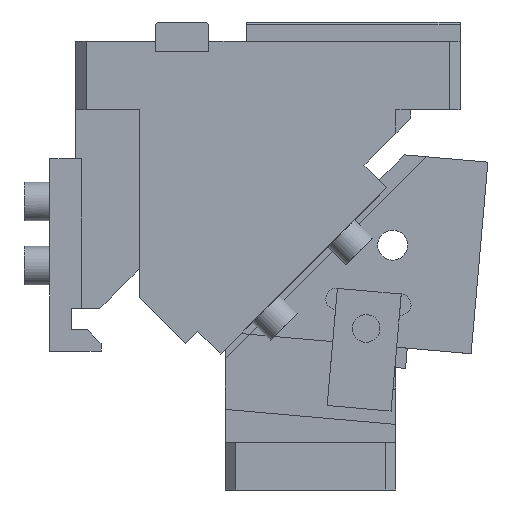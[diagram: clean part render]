
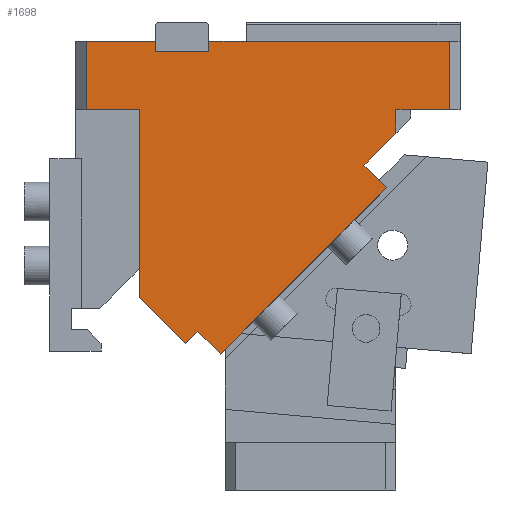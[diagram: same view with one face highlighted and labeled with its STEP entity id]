
A CAD part, front view. The second image highlights one B-rep face of the part: STEP entity #1698.
In plain terms, the highlighted planar face has unit normal (0, -1, 0).
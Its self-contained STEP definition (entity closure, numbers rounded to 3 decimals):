
#446=CARTESIAN_POINT('Vertex',(5.,-57.5,0.)) ;
#449=CARTESIAN_POINT('Line Origine',(21.25,-57.5,0.)) ;
#453=CARTESIAN_POINT('Vertex',(37.5,-57.5,0.)) ;
#654=CARTESIAN_POINT('Vertex',(62.5,-57.5,0.)) ;
#657=CARTESIAN_POINT('Line Origine',(118.75,-57.5,0.)) ;
#661=CARTESIAN_POINT('Vertex',(175.,-57.5,0.)) ;
#865=CARTESIAN_POINT('Vertex',(175.,-57.5,-32.)) ;
#868=CARTESIAN_POINT('Line Origine',(162.5,-57.5,-32.)) ;
#872=CARTESIAN_POINT('Vertex',(150.,-57.5,-32.)) ;
#1124=CARTESIAN_POINT('Vertex',(150.,-57.5,-43.013)) ;
#1127=CARTESIAN_POINT('Line Origine',(142.514,-57.5,-50.498)) ;
#1131=CARTESIAN_POINT('Vertex',(135.028,-57.5,-57.984)) ;
#1579=CARTESIAN_POINT('Line Origine',(37.5,-57.5,-2.5)) ;
#1583=CARTESIAN_POINT('Vertex',(37.5,-57.5,-5.)) ;
#1598=CARTESIAN_POINT('Axis2P3D Location',(0.,-57.5,0.)) ;
#1603=CARTESIAN_POINT('Line Origine',(62.55,-57.5,-141.069)) ;
#1607=CARTESIAN_POINT('Vertex',(67.853,-57.5,-146.373)) ;
#1609=CARTESIAN_POINT('Vertex',(57.247,-57.5,-135.766)) ;
#1612=CARTESIAN_POINT('Line Origine',(106.744,-57.5,-107.482)) ;
#1616=CARTESIAN_POINT('Vertex',(145.635,-57.5,-68.591)) ;
#1619=CARTESIAN_POINT('Line Origine',(140.332,-57.5,-63.288)) ;
#1624=CARTESIAN_POINT('Line Origine',(150.,-57.5,-37.506)) ;
#1629=CARTESIAN_POINT('Line Origine',(175.,-57.5,-16.)) ;
#1634=CARTESIAN_POINT('Line Origine',(62.5,-57.5,-2.5)) ;
#1638=CARTESIAN_POINT('Vertex',(62.5,-57.5,-5.)) ;
#1641=CARTESIAN_POINT('Line Origine',(50.,-57.5,-5.)) ;
#1646=CARTESIAN_POINT('Line Origine',(5.,-57.5,-16.)) ;
#1650=CARTESIAN_POINT('Vertex',(5.,-57.5,-32.)) ;
#1653=CARTESIAN_POINT('Line Origine',(17.5,-57.5,-32.)) ;
#1657=CARTESIAN_POINT('Vertex',(30.,-57.5,-32.)) ;
#1660=CARTESIAN_POINT('Line Origine',(30.,-57.5,-75.917)) ;
#1664=CARTESIAN_POINT('Vertex',(30.,-57.5,-119.833)) ;
#1667=CARTESIAN_POINT('Line Origine',(40.795,-57.5,-130.628)) ;
#1671=CARTESIAN_POINT('Vertex',(51.59,-57.5,-141.423)) ;
#1674=CARTESIAN_POINT('Line Origine',(54.418,-57.5,-138.594)) ;
#450=DIRECTION('Vector Direction',(1.,0.,0.)) ;
#658=DIRECTION('Vector Direction',(1.,0.,0.)) ;
#869=DIRECTION('Vector Direction',(-1.,0.,0.)) ;
#1128=DIRECTION('Vector Direction',(-0.707,0.,-0.707)) ;
#1580=DIRECTION('Vector Direction',(0.,0.,1.)) ;
#1599=DIRECTION('Axis2P3D Direction',(0.,1.,0.)) ;
#1600=DIRECTION('Axis2P3D XDirection',(0.,0.,1.)) ;
#1604=DIRECTION('Vector Direction',(-0.707,0.,0.707)) ;
#1613=DIRECTION('Vector Direction',(-0.707,0.,-0.707)) ;
#1620=DIRECTION('Vector Direction',(-0.707,0.,0.707)) ;
#1625=DIRECTION('Vector Direction',(0.,0.,1.)) ;
#1630=DIRECTION('Vector Direction',(0.,0.,1.)) ;
#1635=DIRECTION('Vector Direction',(0.,0.,-1.)) ;
#1642=DIRECTION('Vector Direction',(1.,0.,0.)) ;
#1647=DIRECTION('Vector Direction',(0.,0.,-1.)) ;
#1654=DIRECTION('Vector Direction',(-1.,0.,0.)) ;
#1661=DIRECTION('Vector Direction',(0.,0.,-1.)) ;
#1668=DIRECTION('Vector Direction',(-0.707,0.,0.707)) ;
#1675=DIRECTION('Vector Direction',(-0.707,0.,-0.707)) ;
#1601=AXIS2_PLACEMENT_3D('Plane Axis2P3D',#1598,#1599,#1600) ;
#1680=ORIENTED_EDGE('',*,*,#1611,.F.) ;
#1681=ORIENTED_EDGE('',*,*,#1618,.F.) ;
#1682=ORIENTED_EDGE('',*,*,#1623,.T.) ;
#1683=ORIENTED_EDGE('',*,*,#1133,.F.) ;
#1684=ORIENTED_EDGE('',*,*,#1628,.T.) ;
#1685=ORIENTED_EDGE('',*,*,#874,.F.) ;
#1686=ORIENTED_EDGE('',*,*,#1633,.T.) ;
#1687=ORIENTED_EDGE('',*,*,#663,.F.) ;
#1688=ORIENTED_EDGE('',*,*,#1640,.T.) ;
#1689=ORIENTED_EDGE('',*,*,#1645,.F.) ;
#1690=ORIENTED_EDGE('',*,*,#1585,.T.) ;
#1691=ORIENTED_EDGE('',*,*,#455,.F.) ;
#1692=ORIENTED_EDGE('',*,*,#1652,.T.) ;
#1693=ORIENTED_EDGE('',*,*,#1659,.F.) ;
#1694=ORIENTED_EDGE('',*,*,#1666,.T.) ;
#1695=ORIENTED_EDGE('',*,*,#1673,.F.) ;
#1696=ORIENTED_EDGE('',*,*,#1678,.F.) ;
#451=VECTOR('Line Direction',#450,1.) ;
#659=VECTOR('Line Direction',#658,1.) ;
#870=VECTOR('Line Direction',#869,1.) ;
#1129=VECTOR('Line Direction',#1128,1.) ;
#1581=VECTOR('Line Direction',#1580,1.) ;
#1605=VECTOR('Line Direction',#1604,1.) ;
#1614=VECTOR('Line Direction',#1613,1.) ;
#1621=VECTOR('Line Direction',#1620,1.) ;
#1626=VECTOR('Line Direction',#1625,1.) ;
#1631=VECTOR('Line Direction',#1630,1.) ;
#1636=VECTOR('Line Direction',#1635,1.) ;
#1643=VECTOR('Line Direction',#1642,1.) ;
#1648=VECTOR('Line Direction',#1647,1.) ;
#1655=VECTOR('Line Direction',#1654,1.) ;
#1662=VECTOR('Line Direction',#1661,1.) ;
#1669=VECTOR('Line Direction',#1668,1.) ;
#1676=VECTOR('Line Direction',#1675,1.) ;
#1698=ADVANCED_FACE('CAM HOLDER',(#1697),#1602,.F.) ;
#455=EDGE_CURVE('',#447,#454,#452,.T.) ;
#663=EDGE_CURVE('',#655,#662,#660,.T.) ;
#874=EDGE_CURVE('',#866,#873,#871,.T.) ;
#1133=EDGE_CURVE('',#1125,#1132,#1130,.T.) ;
#1585=EDGE_CURVE('',#1584,#454,#1582,.T.) ;
#1611=EDGE_CURVE('',#1608,#1610,#1606,.T.) ;
#1618=EDGE_CURVE('',#1617,#1608,#1615,.T.) ;
#1623=EDGE_CURVE('',#1617,#1132,#1622,.T.) ;
#1628=EDGE_CURVE('',#1125,#873,#1627,.T.) ;
#1633=EDGE_CURVE('',#866,#662,#1632,.T.) ;
#1640=EDGE_CURVE('',#655,#1639,#1637,.T.) ;
#1645=EDGE_CURVE('',#1584,#1639,#1644,.T.) ;
#1652=EDGE_CURVE('',#447,#1651,#1649,.T.) ;
#1659=EDGE_CURVE('',#1658,#1651,#1656,.T.) ;
#1666=EDGE_CURVE('',#1658,#1665,#1663,.T.) ;
#1673=EDGE_CURVE('',#1672,#1665,#1670,.T.) ;
#1678=EDGE_CURVE('',#1610,#1672,#1677,.T.) ;
#1679=EDGE_LOOP('',(#1680,#1681,#1682,#1683,#1684,#1685,#1686,#1687,#1688,#1689,#1690,#1691,#1692,#1693,#1694,#1695,#1696)) ;
#1697=FACE_OUTER_BOUND('',#1679,.T.) ;
#452=LINE('Line',#449,#451) ;
#660=LINE('Line',#657,#659) ;
#871=LINE('Line',#868,#870) ;
#1130=LINE('Line',#1127,#1129) ;
#1582=LINE('Line',#1579,#1581) ;
#1606=LINE('Line',#1603,#1605) ;
#1615=LINE('Line',#1612,#1614) ;
#1622=LINE('Line',#1619,#1621) ;
#1627=LINE('Line',#1624,#1626) ;
#1632=LINE('Line',#1629,#1631) ;
#1637=LINE('Line',#1634,#1636) ;
#1644=LINE('Line',#1641,#1643) ;
#1649=LINE('Line',#1646,#1648) ;
#1656=LINE('Line',#1653,#1655) ;
#1663=LINE('Line',#1660,#1662) ;
#1670=LINE('Line',#1667,#1669) ;
#1677=LINE('Line',#1674,#1676) ;
#1602=PLANE('Plane',#1601) ;
#447=VERTEX_POINT('',#446) ;
#454=VERTEX_POINT('',#453) ;
#655=VERTEX_POINT('',#654) ;
#662=VERTEX_POINT('',#661) ;
#866=VERTEX_POINT('',#865) ;
#873=VERTEX_POINT('',#872) ;
#1125=VERTEX_POINT('',#1124) ;
#1132=VERTEX_POINT('',#1131) ;
#1584=VERTEX_POINT('',#1583) ;
#1608=VERTEX_POINT('',#1607) ;
#1610=VERTEX_POINT('',#1609) ;
#1617=VERTEX_POINT('',#1616) ;
#1639=VERTEX_POINT('',#1638) ;
#1651=VERTEX_POINT('',#1650) ;
#1658=VERTEX_POINT('',#1657) ;
#1665=VERTEX_POINT('',#1664) ;
#1672=VERTEX_POINT('',#1671) ;
